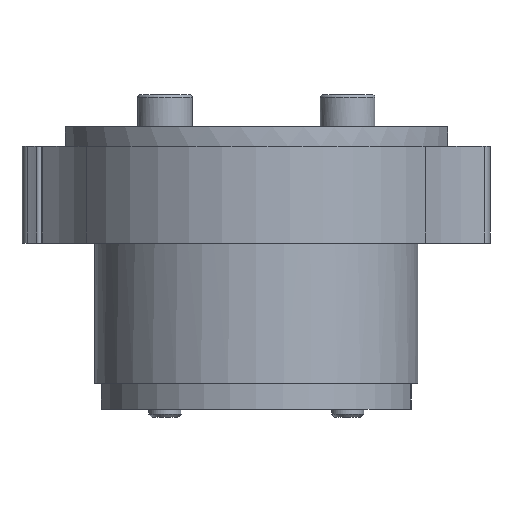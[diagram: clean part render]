
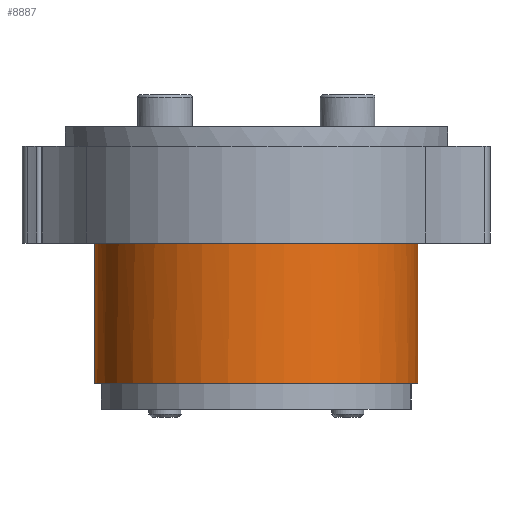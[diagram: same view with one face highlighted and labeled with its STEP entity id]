
A CAD part, front view. The second image highlights one B-rep face of the part: STEP entity #8887.
In plain terms, the highlighted cylindrical face has radius 25 mm (diameter 50 mm), a partial arc.
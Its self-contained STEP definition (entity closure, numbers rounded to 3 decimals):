
#690=LINE('',#13176,#1446);
#691=LINE('',#13183,#1447);
#1446=VECTOR('',#10547,10.);
#1447=VECTOR('',#10554,10.);
#1979=CYLINDRICAL_SURFACE('',#9495,25.);
#2138=FACE_OUTER_BOUND('',#2645,.T.);
#2645=EDGE_LOOP('',(#6060,#6061,#6062,#6063,#6064,#6065));
#3149=CIRCLE('',#9488,25.);
#3156=CIRCLE('',#9496,25.);
#3157=CIRCLE('',#9497,25.);
#3158=CIRCLE('',#9498,25.);
#3682=VERTEX_POINT('',#13153);
#3683=VERTEX_POINT('',#13155);
#3692=VERTEX_POINT('',#13175);
#3693=VERTEX_POINT('',#13177);
#3694=VERTEX_POINT('',#13179);
#3695=VERTEX_POINT('',#13181);
#4594=EDGE_CURVE('',#3683,#3682,#3149,.T.);
#4604=EDGE_CURVE('',#3692,#3682,#690,.T.);
#4605=EDGE_CURVE('',#3693,#3692,#3156,.T.);
#4606=EDGE_CURVE('',#3694,#3693,#3157,.T.);
#4607=EDGE_CURVE('',#3695,#3694,#3158,.T.);
#4608=EDGE_CURVE('',#3683,#3695,#691,.T.);
#6060=ORIENTED_EDGE('',*,*,#4594,.T.);
#6061=ORIENTED_EDGE('',*,*,#4604,.F.);
#6062=ORIENTED_EDGE('',*,*,#4605,.F.);
#6063=ORIENTED_EDGE('',*,*,#4606,.F.);
#6064=ORIENTED_EDGE('',*,*,#4607,.F.);
#6065=ORIENTED_EDGE('',*,*,#4608,.F.);
#8887=ADVANCED_FACE('',(#2138),#1979,.T.);
#9488=AXIS2_PLACEMENT_3D('',#13156,#10528,#10529);
#9495=AXIS2_PLACEMENT_3D('',#13174,#10545,#10546);
#9496=AXIS2_PLACEMENT_3D('',#13178,#10548,#10549);
#9497=AXIS2_PLACEMENT_3D('',#13180,#10550,#10551);
#9498=AXIS2_PLACEMENT_3D('',#13182,#10552,#10553);
#10528=DIRECTION('center_axis',(0.,0.,
1.));
#10529=DIRECTION('ref_axis',(-1.,0.02,0.));
#10545=DIRECTION('center_axis',(0.,0.,1.));
#10546=DIRECTION('ref_axis',(0.,-1.,0.));
#10547=DIRECTION('',(0.,0.,-1.));
#10548=DIRECTION('center_axis',(0.,0.,1.));
#10549=DIRECTION('ref_axis',(-1.,0.02,0.));
#10550=DIRECTION('center_axis',(0.,0.,
1.));
#10551=DIRECTION('ref_axis',(-1.,0.02,0.));
#10552=DIRECTION('center_axis',(0.,0.,1.));
#10553=DIRECTION('ref_axis',(-1.,0.02,0.));
#10554=DIRECTION('',(0.,0.,1.));
#13153=CARTESIAN_POINT('',(25.,0.,-21.75));
#13155=CARTESIAN_POINT('',(-25.,0.,-21.75));
#13156=CARTESIAN_POINT('Origin',(0.,0.,
-21.75));
#13174=CARTESIAN_POINT('Origin',(0.,0.,
-21.75));
#13175=CARTESIAN_POINT('',(25.,0.,15.));
#13176=CARTESIAN_POINT('',(25.,0.,-21.75));
#13177=CARTESIAN_POINT('',(24.955,-1.5,15.));
#13178=CARTESIAN_POINT('Origin',(0.,0.,
15.));
#13179=CARTESIAN_POINT('',(-24.955,-1.5,15.));
#13180=CARTESIAN_POINT('Origin',(0.,0.,
15.));
#13181=CARTESIAN_POINT('',(-25.,0.,15.));
#13182=CARTESIAN_POINT('Origin',(0.,0.,
15.));
#13183=CARTESIAN_POINT('',(-25.,0.,-21.75));
